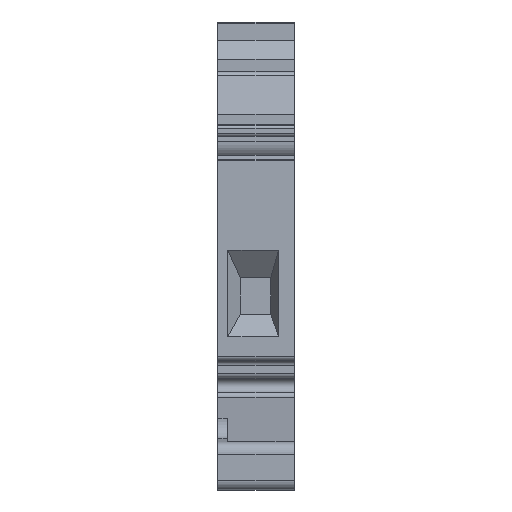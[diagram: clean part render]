
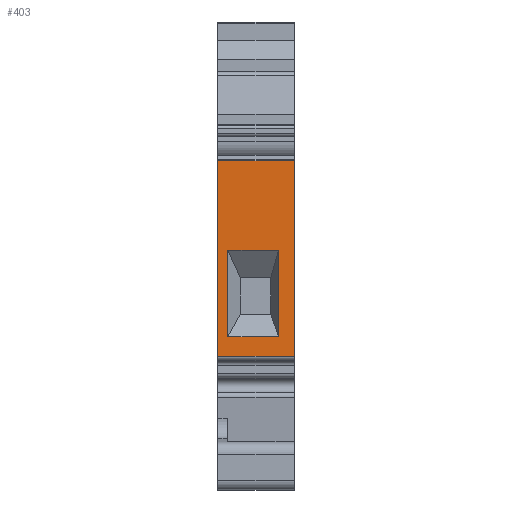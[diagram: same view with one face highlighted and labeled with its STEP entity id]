
A CAD part, left-side view. The second image highlights one B-rep face of the part: STEP entity #403.
In plain terms, the highlighted planar face has unit normal (-1, 0, 0).
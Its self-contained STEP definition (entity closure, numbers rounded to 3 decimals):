
#403 = ADVANCED_FACE( '', ( #935, #936 ), #937, .F. );
#935 = FACE_BOUND( '', #1598, .T. );
#936 = FACE_OUTER_BOUND( '', #1599, .T. );
#937 = PLANE( '', #1600 );
#1598 = EDGE_LOOP( '', ( #2660, #2661, #2662, #2663 ) );
#1599 = EDGE_LOOP( '', ( #2664, #2665, #2666, #2667 ) );
#1600 = AXIS2_PLACEMENT_3D( '', #2668, #2669, #2670 );
#2660 = ORIENTED_EDGE( '', *, *, #4443, .T. );
#2661 = ORIENTED_EDGE( '', *, *, #4430, .T. );
#2662 = ORIENTED_EDGE( '', *, *, #4460, .T. );
#2663 = ORIENTED_EDGE( '', *, *, #4519, .T. );
#2664 = ORIENTED_EDGE( '', *, *, #4520, .T. );
#2665 = ORIENTED_EDGE( '', *, *, #4521, .F. );
#2666 = ORIENTED_EDGE( '', *, *, #4522, .F. );
#2667 = ORIENTED_EDGE( '', *, *, #4238, .T. );
#2668 = CARTESIAN_POINT( '', ( -27.65, 8., 9.929 ) );
#2669 = DIRECTION( '', ( 1., 0., 0. ) );
#2670 = DIRECTION( '', ( 0., 0., -1. ) );
#4238 = EDGE_CURVE( '', #5160, #5158, #5161, .T. );
#4430 = EDGE_CURVE( '', #5490, #5488, #5491, .F. );
#4443 = EDGE_CURVE( '', #5510, #5490, #5511, .F. );
#4460 = EDGE_CURVE( '', #5488, #5535, #5537, .F. );
#4519 = EDGE_CURVE( '', #5535, #5510, #5632, .F. );
#4520 = EDGE_CURVE( '', #5158, #5633, #5634, .T. );
#4521 = EDGE_CURVE( '', #5635, #5633, #5636, .T. );
#4522 = EDGE_CURVE( '', #5160, #5635, #5637, .T. );
#5158 = VERTEX_POINT( '', #6477 );
#5160 = VERTEX_POINT( '', #6479 );
#5161 = LINE( '', #6480, #6481 );
#5488 = VERTEX_POINT( '', #6924 );
#5490 = VERTEX_POINT( '', #6927 );
#5491 = LINE( '', #6928, #6929 );
#5510 = VERTEX_POINT( '', #6957 );
#5511 = LINE( '', #6958, #6959 );
#5535 = VERTEX_POINT( '', #6990 );
#5537 = LINE( '', #6993, #6994 );
#5632 = LINE( '', #7127, #7128 );
#5633 = VERTEX_POINT( '', #7129 );
#5634 = LINE( '', #7130, #7131 );
#5635 = VERTEX_POINT( '', #7132 );
#5636 = LINE( '', #7133, #7134 );
#5637 = LINE( '', #7135, #7136 );
#6477 = CARTESIAN_POINT( '', ( -27.65, 0., -10.456 ) );
#6479 = CARTESIAN_POINT( '', ( -27.65, 8., -10.456 ) );
#6480 = CARTESIAN_POINT( '', ( -27.65, 8., -10.456 ) );
#6481 = VECTOR( '', #8105, 1000. );
#6924 = CARTESIAN_POINT( '', ( -27.65, 1.646, -8.456 ) );
#6927 = CARTESIAN_POINT( '', ( -27.65, 1.646, 0.594 ) );
#6928 = CARTESIAN_POINT( '', ( -27.65, 1.646, -8.456 ) );
#6929 = VECTOR( '', #8322, 1000. );
#6957 = CARTESIAN_POINT( '', ( -27.65, 6.946, 0.594 ) );
#6958 = CARTESIAN_POINT( '', ( -27.65, 1.646, 0.594 ) );
#6959 = VECTOR( '', #8332, 1000. );
#6990 = CARTESIAN_POINT( '', ( -27.65, 6.946, -8.456 ) );
#6993 = CARTESIAN_POINT( '', ( -27.65, 6.946, -8.456 ) );
#6994 = VECTOR( '', #8353, 1000. );
#7127 = CARTESIAN_POINT( '', ( -27.65, 6.946, 0.594 ) );
#7128 = VECTOR( '', #8410, 1000. );
#7129 = CARTESIAN_POINT( '', ( -27.65, 0., 9.929 ) );
#7130 = CARTESIAN_POINT( '', ( -27.65, 0., 9.929 ) );
#7131 = VECTOR( '', #8411, 1000. );
#7132 = CARTESIAN_POINT( '', ( -27.65, 8., 9.929 ) );
#7133 = CARTESIAN_POINT( '', ( -27.65, 8., 9.929 ) );
#7134 = VECTOR( '', #8412, 1000. );
#7135 = CARTESIAN_POINT( '', ( -27.65, 8., 3.656 ) );
#7136 = VECTOR( '', #8413, 1000. );
#8105 = DIRECTION( '', ( 0., -1., 0. ) );
#8322 = DIRECTION( '', ( 0., 0., 1. ) );
#8332 = DIRECTION( '', ( 0., 1., 0. ) );
#8353 = DIRECTION( '', ( 0., -1., 0. ) );
#8410 = DIRECTION( '', ( 0., 0., -1. ) );
#8411 = DIRECTION( '', ( 0., 0., 1. ) );
#8412 = DIRECTION( '', ( 0., -1., 0. ) );
#8413 = DIRECTION( '', ( 0., 0., 1. ) );
